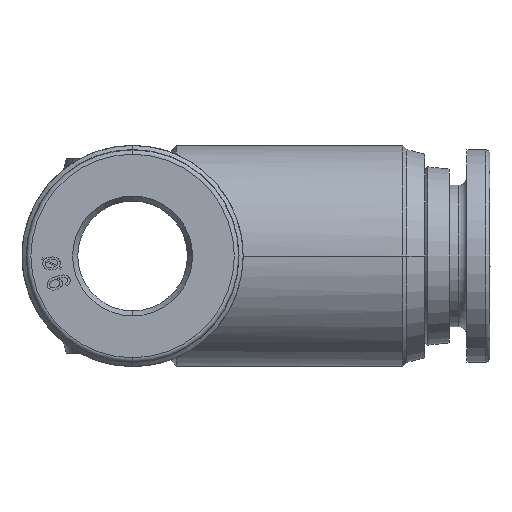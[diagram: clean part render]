
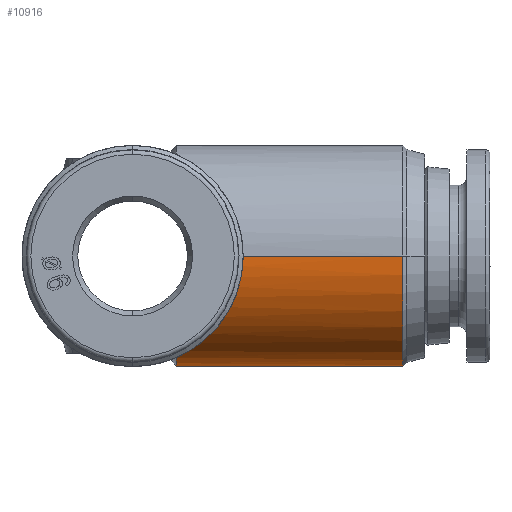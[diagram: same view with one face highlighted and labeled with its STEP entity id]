
A CAD part, left-side view. The second image highlights one B-rep face of the part: STEP entity #10916.
In plain terms, the highlighted cylindrical face has radius 6.25 mm (diameter 12.5 mm), a partial arc.
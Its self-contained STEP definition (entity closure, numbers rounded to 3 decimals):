
#645 = DIRECTION ( 'NONE',  ( -1., 0., 0. ) ) ;
#1197 = CARTESIAN_POINT ( 'NONE',  ( -2.467, -2.467, -5.742 ) ) ;
#1230 = DIRECTION ( 'NONE',  ( 0., 1., 0. ) ) ;
#1305 = AXIS2_PLACEMENT_3D ( 'NONE', #15778, #8224, #645 ) ;
#1974 = VERTEX_POINT ( 'NONE', #14992 ) ;
#2047 = CARTESIAN_POINT ( 'NONE',  ( 6.25, -6.25, 0. ) ) ;
#2255 = CARTESIAN_POINT ( 'NONE',  ( -6.25, -6.25, 0. ) ) ;
#2465 = CARTESIAN_POINT ( 'NONE',  ( -6.25, 0., 0. ) ) ;
#2513 = CARTESIAN_POINT ( 'NONE',  ( 2.467, -2.467, -5.742 ) ) ;
#2977 = ORIENTED_EDGE ( 'NONE', *, *, #4854, .T. ) ;
#3167 = FACE_OUTER_BOUND ( 'NONE', #14456, .T. ) ;
#3460 = CARTESIAN_POINT ( 'NONE',  ( -6.25, -6.25, -2.575 ) ) ;
#4566 = DIRECTION ( 'NONE',  ( 0., 1., 0. ) ) ;
#4822 = CARTESIAN_POINT ( 'NONE',  ( -4.833, -4.833, -4.726 ) ) ;
#4854 = EDGE_CURVE ( 'NONE', #12080, #5798, #15359, .T. ) ;
#5798 = VERTEX_POINT ( 'NONE', #5997 ) ;
#5894 = VERTEX_POINT ( 'NONE', #16291 ) ;
#5997 = CARTESIAN_POINT ( 'NONE',  ( 2.467, -2.467, -5.742 ) ) ;
#6007 = DIRECTION ( 'NONE',  ( 0., -1., 0. ) ) ;
#6551 = EDGE_CURVE ( 'NONE', #5894, #12080, #14333, .T. ) ;
#6581 = LINE ( 'NONE', #10372, #16299 ) ;
#6765 = CARTESIAN_POINT ( 'NONE',  ( 6.25, -6.25, -2.575 ) ) ;
#7116 = ORIENTED_EDGE ( 'NONE', *, *, #11953, .T. ) ;
#7340 = AXIS2_PLACEMENT_3D ( 'NONE', #13580, #6007, #14846 ) ;
#7477 = ORIENTED_EDGE ( 'NONE', *, *, #13019, .F. ) ;
#8105 = VERTEX_POINT ( 'NONE', #15884 ) ;
#8224 = DIRECTION ( 'NONE',  ( 0., 1., 0. ) ) ;
#8434 = EDGE_CURVE ( 'NONE', #5798, #12359, #15352, .T. ) ;
#9081 = DIRECTION ( 'NONE',  ( 0., 1., 0. ) ) ;
#9266 = CIRCLE ( 'NONE', #1305, 6.25 ) ;
#9405 = CARTESIAN_POINT ( 'NONE',  ( 0., 0., 0. ) ) ;
#9662 = DIRECTION ( 'NONE',  ( -1., 0., 0. ) ) ;
#10372 = CARTESIAN_POINT ( 'NONE',  ( 6.25, 0., 0. ) ) ;
#10916 = ADVANCED_FACE ( 'NONE', ( #3167 ), #11704, .T. ) ;
#11634 = ORIENTED_EDGE ( 'NONE', *, *, #8434, .T. ) ;
#11704 = CYLINDRICAL_SURFACE ( 'NONE', #14894, 6.25 ) ;
#11953 = EDGE_CURVE ( 'NONE', #1974, #8105, #9266, .T. ) ;
#12080 = VERTEX_POINT ( 'NONE', #1197 ) ;
#12359 = VERTEX_POINT ( 'NONE', #2047 ) ;
#12631 = LINE ( 'NONE', #2465, #15970 ) ;
#13019 = EDGE_CURVE ( 'NONE', #1974, #12359, #6581, .T. ) ;
#13082 = ORIENTED_EDGE ( 'NONE', *, *, #6551, .T. ) ;
#13091 = CARTESIAN_POINT ( 'NONE',  ( 4.833, -4.833, -4.726 ) ) ;
#13415 = EDGE_CURVE ( 'NONE', #8105, #5894, #12631, .T. ) ;
#13580 = CARTESIAN_POINT ( 'NONE',  ( 0., -2.467, 0. ) ) ;
#13665 = CARTESIAN_POINT ( 'NONE',  ( -2.467, -2.467, -5.742 ) ) ;
#14333 =( BOUNDED_CURVE ( )  B_SPLINE_CURVE ( 3, ( #2255, #3460, #4822, #13665 ),
 .UNSPECIFIED., .F., .T. ) 
 B_SPLINE_CURVE_WITH_KNOTS ( ( 4, 4 ),
 ( 0., 1.165 ),
 .UNSPECIFIED. ) 
 CURVE ( )  GEOMETRIC_REPRESENTATION_ITEM ( )  RATIONAL_B_SPLINE_CURVE ( ( 1., 0.89, 0.89, 1. ) ) 
 REPRESENTATION_ITEM ( '' )  );
#14456 = EDGE_LOOP ( 'NONE', ( #7477, #7116, #15209, #13082, #2977, #11634 ) ) ;
#14846 = DIRECTION ( 'NONE',  ( 0., 0., -1. ) ) ;
#14894 = AXIS2_PLACEMENT_3D ( 'NONE', #9405, #4566, #9662 ) ;
#14992 = CARTESIAN_POINT ( 'NONE',  ( 6.25, -15.268, 0. ) ) ;
#15209 = ORIENTED_EDGE ( 'NONE', *, *, #13415, .T. ) ;
#15352 =( BOUNDED_CURVE ( )  B_SPLINE_CURVE ( 3, ( #2513, #13091, #6765, #15616 ),
 .UNSPECIFIED., .F., .F. ) 
 B_SPLINE_CURVE_WITH_KNOTS ( ( 4, 4 ),
 ( 1.977, 3.142 ),
 .UNSPECIFIED. ) 
 CURVE ( )  GEOMETRIC_REPRESENTATION_ITEM ( )  RATIONAL_B_SPLINE_CURVE ( ( 1., 0.89, 0.89, 1. ) ) 
 REPRESENTATION_ITEM ( '' )  );
#15359 = CIRCLE ( 'NONE', #7340, 6.25 ) ;
#15616 = CARTESIAN_POINT ( 'NONE',  ( 6.25, -6.25, 0. ) ) ;
#15778 = CARTESIAN_POINT ( 'NONE',  ( 0., -15.268, 0. ) ) ;
#15884 = CARTESIAN_POINT ( 'NONE',  ( -6.25, -15.268, 0. ) ) ;
#15970 = VECTOR ( 'NONE', #1230, 1000. ) ;
#16291 = CARTESIAN_POINT ( 'NONE',  ( -6.25, -6.25, 0. ) ) ;
#16299 = VECTOR ( 'NONE', #9081, 1000. ) ;
